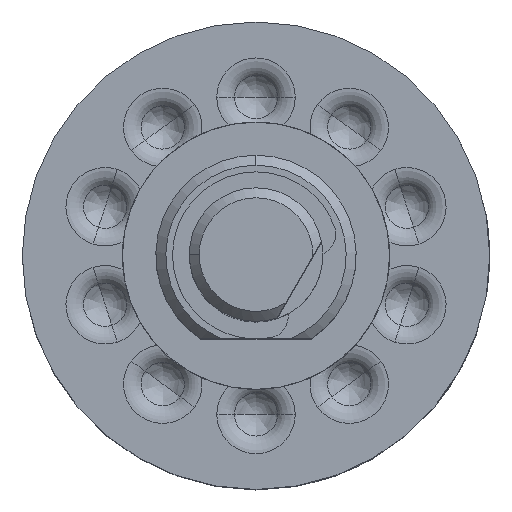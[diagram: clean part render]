
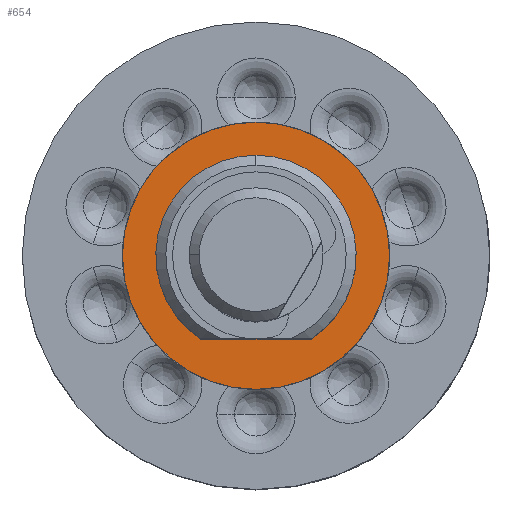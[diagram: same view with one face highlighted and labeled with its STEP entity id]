
A CAD part, top view. The second image highlights one B-rep face of the part: STEP entity #654.
In plain terms, the highlighted planar face has unit normal (0, 0, 1).
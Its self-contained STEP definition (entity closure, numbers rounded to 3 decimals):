
#39 = DIRECTION ( 'NONE',  ( 0., -1., 0. ) ) ;
#91 = CARTESIAN_POINT ( 'NONE',  ( 0., 0., 0. ) ) ;
#195 = DIRECTION ( 'NONE',  ( 0., 0., 1. ) ) ;
#254 = PLANE ( 'NONE',  #4429 ) ;
#654 = ADVANCED_FACE ( 'NONE', ( #2777, #15518 ), #254, .T. ) ;
#758 = CARTESIAN_POINT ( 'NONE',  ( 0., 0., 0. ) ) ;
#766 = ORIENTED_EDGE ( 'NONE', *, *, #1955, .F. ) ;
#972 = VERTEX_POINT ( 'NONE', #3353 ) ;
#1793 = EDGE_LOOP ( 'NONE', ( #6422, #9023, #766 ) ) ;
#1955 = EDGE_CURVE ( 'NONE', #9216, #972, #13678, .T. ) ;
#2777 = FACE_BOUND ( 'NONE', #1793, .T. ) ;
#3353 = CARTESIAN_POINT ( 'NONE',  ( -1.658, -2.5, 0. ) ) ;
#3785 = DIRECTION ( 'NONE',  ( 0., -1., 0. ) ) ;
#4260 = CARTESIAN_POINT ( 'NONE',  ( 0., 0., 0. ) ) ;
#4315 = DIRECTION ( 'NONE',  ( 0., -1., 0. ) ) ;
#4429 = AXIS2_PLACEMENT_3D ( 'NONE', #7570, #195, #39 ) ;
#4442 = DIRECTION ( 'NONE',  ( 0., -1., 0. ) ) ;
#4563 = EDGE_CURVE ( 'NONE', #13101, #9216, #14198, .T. ) ;
#4655 = LINE ( 'NONE', #5073, #14100 ) ;
#5073 = CARTESIAN_POINT ( 'NONE',  ( 0., -2.5, 0. ) ) ;
#5771 = DIRECTION ( 'NONE',  ( 0., 0., 1. ) ) ;
#6104 = EDGE_CURVE ( 'NONE', #13101, #972, #4655, .T. ) ;
#6422 = ORIENTED_EDGE ( 'NONE', *, *, #4563, .F. ) ;
#6547 = ORIENTED_EDGE ( 'NONE', *, *, #11359, .T. ) ;
#6726 = EDGE_CURVE ( 'NONE', #11172, #8420, #15832, .T. ) ;
#6843 = CIRCLE ( 'NONE', #8144, 4. ) ;
#7289 = CARTESIAN_POINT ( 'NONE',  ( 0., -4., 0. ) ) ;
#7570 = CARTESIAN_POINT ( 'NONE',  ( 0., 0., 0. ) ) ;
#8040 = AXIS2_PLACEMENT_3D ( 'NONE', #91, #8866, #3785 ) ;
#8144 = AXIS2_PLACEMENT_3D ( 'NONE', #4260, #15240, #4315 ) ;
#8195 = DIRECTION ( 'NONE',  ( 0., -1., 0. ) ) ;
#8420 = VERTEX_POINT ( 'NONE', #7289 ) ;
#8866 = DIRECTION ( 'NONE',  ( 0., 0., 1. ) ) ;
#9023 = ORIENTED_EDGE ( 'NONE', *, *, #6104, .T. ) ;
#9136 = DIRECTION ( 'NONE',  ( 0., 0., 1. ) ) ;
#9216 = VERTEX_POINT ( 'NONE', #10161 ) ;
#10078 = DIRECTION ( 'NONE',  ( -1., 0., 0. ) ) ;
#10161 = CARTESIAN_POINT ( 'NONE',  ( 0., 3., 0. ) ) ;
#11039 = CARTESIAN_POINT ( 'NONE',  ( 0., 4., 0. ) ) ;
#11172 = VERTEX_POINT ( 'NONE', #11039 ) ;
#11359 = EDGE_CURVE ( 'NONE', #8420, #11172, #6843, .T. ) ;
#11520 = AXIS2_PLACEMENT_3D ( 'NONE', #758, #5771, #8195 ) ;
#11841 = EDGE_LOOP ( 'NONE', ( #15774, #6547 ) ) ;
#12262 = CARTESIAN_POINT ( 'NONE',  ( 1.658, -2.5, 0. ) ) ;
#12819 = AXIS2_PLACEMENT_3D ( 'NONE', #13025, #9136, #4442 ) ;
#13025 = CARTESIAN_POINT ( 'NONE',  ( 0., 0., 0. ) ) ;
#13101 = VERTEX_POINT ( 'NONE', #12262 ) ;
#13678 = CIRCLE ( 'NONE', #12819, 3. ) ;
#14100 = VECTOR ( 'NONE', #10078, 1000. ) ;
#14198 = CIRCLE ( 'NONE', #11520, 3. ) ;
#15240 = DIRECTION ( 'NONE',  ( 0., 0., 1. ) ) ;
#15518 = FACE_OUTER_BOUND ( 'NONE', #11841, .T. ) ;
#15774 = ORIENTED_EDGE ( 'NONE', *, *, #6726, .T. ) ;
#15832 = CIRCLE ( 'NONE', #8040, 4. ) ;
